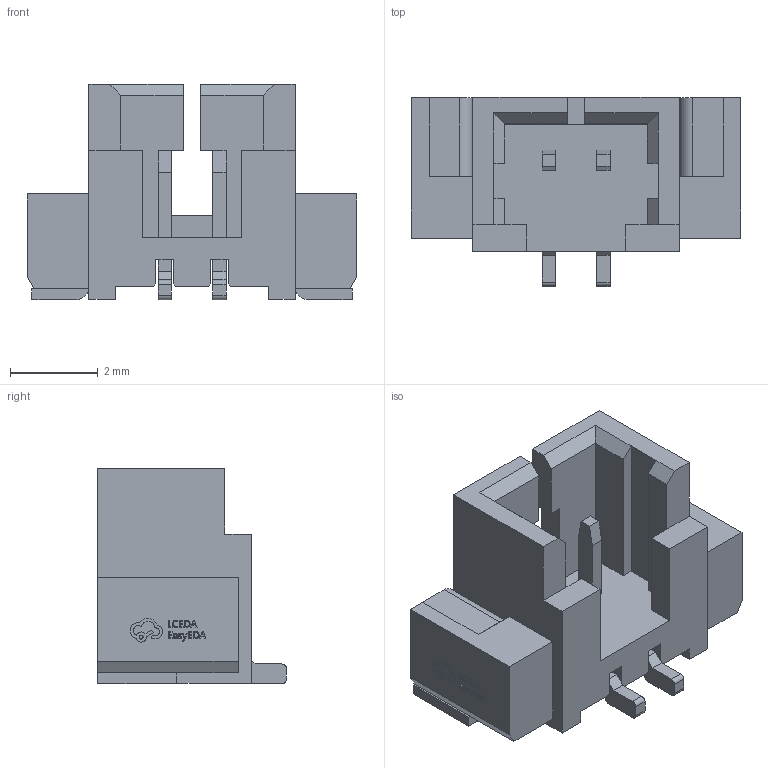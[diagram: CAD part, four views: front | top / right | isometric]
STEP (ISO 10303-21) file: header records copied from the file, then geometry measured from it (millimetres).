
FILE_DESCRIPTION (( 'STEP AP214' ), '1' );
FILE_NAME ('CONN-SMD_2P-P1.25_DEALON_1.25-2PS.step', '2022-07-29T12:34:41', ( '' ), ( '' ), 'SwSTEP 2.0', 'SolidWorks 2020', '' );
FILE_SCHEMA (( 'AUTOMOTIVE_DESIGN' ));
Length unit declared in the file: millimetre
Products named in the file (1): CONN-SMD_2P-P1.25_DEALON_1.25-2PS
Bounding box: 7.5 x 4.3 x 4.91 mm (x, y, z)
Volume: 56.2 mm3; surface area: 235 mm2
Topology: 16 solids, 16 shells, 433 faces, 1161 edges, 768 vertices
Faces by surface type: plane 307, bspline 112, cylinder 14
Entity records: 19489 total; most frequent: CARTESIAN_POINT 4453, ORIENTED_EDGE 2322, DIRECTION 1603, EDGE_CURVE 1161, LINE 903, VECTOR 903, VERTEX_POINT 768, EDGE_LOOP 453
